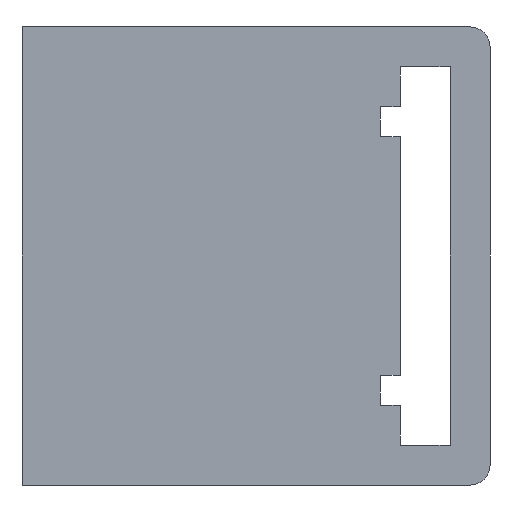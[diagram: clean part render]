
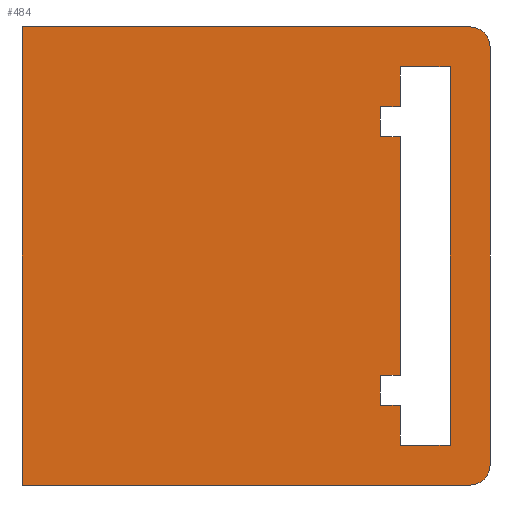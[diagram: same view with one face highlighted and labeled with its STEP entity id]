
A CAD part, front view. The second image highlights one B-rep face of the part: STEP entity #484.
In plain terms, the highlighted planar face has unit normal (0, -1, 0).
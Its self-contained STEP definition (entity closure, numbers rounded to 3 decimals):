
#18=FACE_BOUND('',#72,.T.);
#21=CIRCLE('',#527,1.);
#22=CIRCLE('',#530,1.);
#46=FACE_OUTER_BOUND('',#71,.T.);
#71=EDGE_LOOP('',(#421,#422,#423,#424,#425,#426));
#72=EDGE_LOOP('',(#427,#428,#429,#430,#431,#432,#433,#434,#435,#436,#437,
#438));
#101=LINE('',#718,#163);
#104=LINE('',#723,#166);
#106=LINE('',#727,#168);
#108=LINE('',#731,#170);
#110=LINE('',#735,#172);
#112=LINE('',#739,#174);
#114=LINE('',#743,#176);
#116=LINE('',#747,#178);
#118=LINE('',#751,#180);
#120=LINE('',#755,#182);
#122=LINE('',#759,#184);
#124=LINE('',#762,#186);
#125=LINE('',#766,#187);
#128=LINE('',#771,#190);
#131=LINE('',#779,#193);
#134=LINE('',#786,#196);
#163=VECTOR('',#579,10.);
#166=VECTOR('',#584,10.);
#168=VECTOR('',#588,10.);
#170=VECTOR('',#592,10.);
#172=VECTOR('',#596,10.);
#174=VECTOR('',#600,10.);
#176=VECTOR('',#604,10.);
#178=VECTOR('',#608,10.);
#180=VECTOR('',#612,10.);
#182=VECTOR('',#616,10.);
#184=VECTOR('',#620,10.);
#186=VECTOR('',#624,10.);
#187=VECTOR('',#627,10.);
#190=VECTOR('',#632,10.);
#193=VECTOR('',#641,10.);
#196=VECTOR('',#650,10.);
#223=VERTEX_POINT('',#716);
#224=VERTEX_POINT('',#717);
#225=VERTEX_POINT('',#722);
#226=VERTEX_POINT('',#726);
#227=VERTEX_POINT('',#730);
#228=VERTEX_POINT('',#734);
#229=VERTEX_POINT('',#738);
#230=VERTEX_POINT('',#742);
#231=VERTEX_POINT('',#746);
#232=VERTEX_POINT('',#750);
#233=VERTEX_POINT('',#754);
#234=VERTEX_POINT('',#758);
#235=VERTEX_POINT('',#764);
#236=VERTEX_POINT('',#765);
#237=VERTEX_POINT('',#770);
#238=VERTEX_POINT('',#774);
#239=VERTEX_POINT('',#778);
#240=VERTEX_POINT('',#782);
#271=EDGE_CURVE('',#223,#224,#101,.T.);
#274=EDGE_CURVE('',#225,#223,#104,.T.);
#276=EDGE_CURVE('',#226,#225,#106,.T.);
#278=EDGE_CURVE('',#227,#226,#108,.T.);
#280=EDGE_CURVE('',#228,#227,#110,.T.);
#282=EDGE_CURVE('',#229,#228,#112,.T.);
#284=EDGE_CURVE('',#230,#229,#114,.T.);
#286=EDGE_CURVE('',#231,#230,#116,.T.);
#288=EDGE_CURVE('',#232,#231,#118,.T.);
#290=EDGE_CURVE('',#233,#232,#120,.T.);
#292=EDGE_CURVE('',#234,#233,#122,.T.);
#294=EDGE_CURVE('',#224,#234,#124,.T.);
#295=EDGE_CURVE('',#235,#236,#125,.T.);
#298=EDGE_CURVE('',#236,#237,#128,.T.);
#300=EDGE_CURVE('',#237,#238,#21,.T.);
#302=EDGE_CURVE('',#238,#239,#131,.T.);
#304=EDGE_CURVE('',#239,#240,#22,.T.);
#306=EDGE_CURVE('',#240,#235,#134,.T.);
#421=ORIENTED_EDGE('',*,*,#306,.T.);
#422=ORIENTED_EDGE('',*,*,#295,.T.);
#423=ORIENTED_EDGE('',*,*,#298,.T.);
#424=ORIENTED_EDGE('',*,*,#300,.T.);
#425=ORIENTED_EDGE('',*,*,#302,.T.);
#426=ORIENTED_EDGE('',*,*,#304,.T.);
#427=ORIENTED_EDGE('',*,*,#271,.T.);
#428=ORIENTED_EDGE('',*,*,#294,.T.);
#429=ORIENTED_EDGE('',*,*,#292,.T.);
#430=ORIENTED_EDGE('',*,*,#290,.T.);
#431=ORIENTED_EDGE('',*,*,#288,.T.);
#432=ORIENTED_EDGE('',*,*,#286,.T.);
#433=ORIENTED_EDGE('',*,*,#284,.T.);
#434=ORIENTED_EDGE('',*,*,#282,.T.);
#435=ORIENTED_EDGE('',*,*,#280,.T.);
#436=ORIENTED_EDGE('',*,*,#278,.T.);
#437=ORIENTED_EDGE('',*,*,#276,.T.);
#438=ORIENTED_EDGE('',*,*,#274,.T.);
#460=PLANE('',#532);
#484=ADVANCED_FACE('',(#46,#18),#460,.F.);
#527=AXIS2_PLACEMENT_3D('',#775,#636,#637);
#530=AXIS2_PLACEMENT_3D('',#783,#645,#646);
#532=AXIS2_PLACEMENT_3D('',#787,#651,#652);
#579=DIRECTION('',(0.,0.,1.));
#584=DIRECTION('',(1.,0.,0.));
#588=DIRECTION('',(0.,0.,1.));
#592=DIRECTION('',(-1.,0.,0.));
#596=DIRECTION('',(0.,0.,1.));
#600=DIRECTION('',(1.,0.,0.));
#604=DIRECTION('',(0.,0.,1.));
#608=DIRECTION('',(-1.,0.,0.));
#612=DIRECTION('',(0.,0.,1.));
#616=DIRECTION('',(-1.,0.,0.));
#620=DIRECTION('',(0.,0.,-1.));
#624=DIRECTION('',(1.,0.,0.));
#627=DIRECTION('',(0.,0.,-1.));
#632=DIRECTION('',(1.,0.,0.));
#636=DIRECTION('center_axis',(0.,-1.,0.));
#637=DIRECTION('ref_axis',(-1.,0.,0.));
#641=DIRECTION('',(0.,0.,1.));
#645=DIRECTION('center_axis',(0.,-1.,0.));
#646=DIRECTION('ref_axis',(0.,0.,-1.));
#650=DIRECTION('',(-1.,0.,0.));
#651=DIRECTION('center_axis',(0.,1.,0.));
#652=DIRECTION('ref_axis',(0.,0.,1.));
#716=CARTESIAN_POINT('',(-2.5,0.,-2.));
#717=CARTESIAN_POINT('',(-2.5,0.,0.));
#718=CARTESIAN_POINT('',(-2.5,0.,-5.75));
#722=CARTESIAN_POINT('',(-3.5,0.,-2.));
#723=CARTESIAN_POINT('',(-6.73,0.,-2.));
#726=CARTESIAN_POINT('',(-3.5,0.,-3.5));
#727=CARTESIAN_POINT('',(-3.5,0.,-6.5));
#730=CARTESIAN_POINT('',(-2.5,0.,-3.5));
#731=CARTESIAN_POINT('',(-6.23,0.,-3.5));
#734=CARTESIAN_POINT('',(-2.5,0.,-15.5));
#735=CARTESIAN_POINT('',(-2.5,0.,-12.5));
#738=CARTESIAN_POINT('',(-3.5,0.,-15.5));
#739=CARTESIAN_POINT('',(-6.73,0.,-15.5));
#742=CARTESIAN_POINT('',(-3.5,0.,-17.));
#743=CARTESIAN_POINT('',(-3.5,0.,-13.25));
#746=CARTESIAN_POINT('',(-2.5,0.,-17.));
#747=CARTESIAN_POINT('',(-6.23,0.,-17.));
#750=CARTESIAN_POINT('',(-2.5,0.,-19.));
#751=CARTESIAN_POINT('',(-2.5,0.,-14.25));
#754=CARTESIAN_POINT('',(0.,0.,-19.));
#755=CARTESIAN_POINT('',(-4.98,0.,-19.));
#758=CARTESIAN_POINT('',(0.,0.,0.));
#759=CARTESIAN_POINT('',(0.,0.,-4.75));
#762=CARTESIAN_POINT('',(-6.23,0.,0.));
#764=CARTESIAN_POINT('',(-21.5,0.,2.));
#765=CARTESIAN_POINT('',(-21.5,0.,-21.));
#766=CARTESIAN_POINT('',(-21.5,0.,2.));
#770=CARTESIAN_POINT('',(1.,0.,-21.));
#771=CARTESIAN_POINT('',(-21.5,0.,-21.));
#774=CARTESIAN_POINT('',(2.,0.,-20.));
#775=CARTESIAN_POINT('Origin',(1.,0.,-20.));
#778=CARTESIAN_POINT('',(2.,0.,1.));
#779=CARTESIAN_POINT('',(2.,0.,-20.));
#782=CARTESIAN_POINT('',(1.,0.,2.));
#783=CARTESIAN_POINT('Origin',(1.,0.,1.));
#786=CARTESIAN_POINT('',(1.,0.,2.));
#787=CARTESIAN_POINT('Origin',(-9.96,0.,-9.5));
